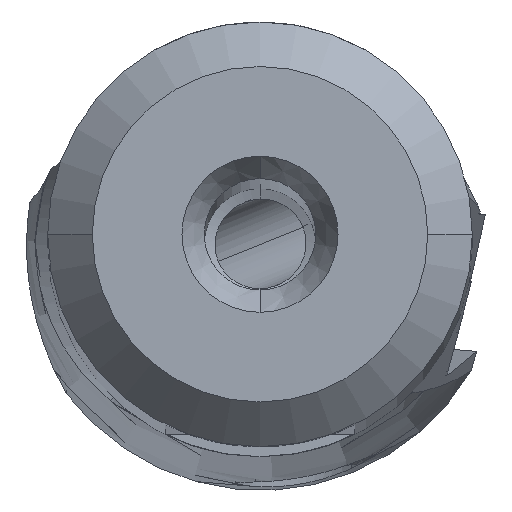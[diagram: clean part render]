
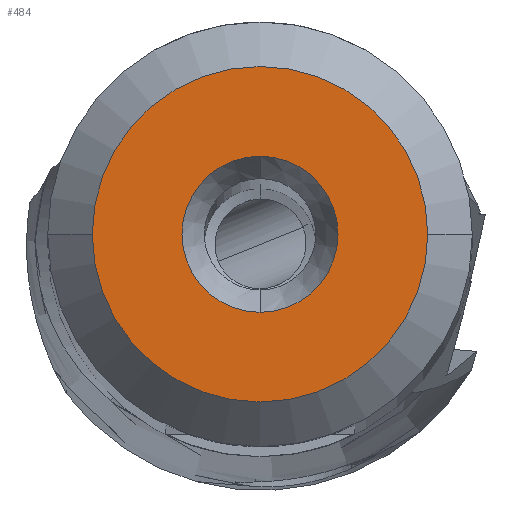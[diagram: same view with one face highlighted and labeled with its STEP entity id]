
A CAD part, top view. The second image highlights one B-rep face of the part: STEP entity #484.
In plain terms, the highlighted planar face has unit normal (0, 0, 1).
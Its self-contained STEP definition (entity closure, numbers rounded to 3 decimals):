
#484=ADVANCED_FACE('',(#609,#610),#582,.T.);
#582=PLANE('',#1837);
#609=FACE_BOUND('',#621,.T.);
#610=FACE_BOUND('',#622,.T.);
#621=EDGE_LOOP('',(#725,#726,#727));
#622=EDGE_LOOP('',(#728,#729));
#725=ORIENTED_EDGE('',*,*,#1419,.F.);
#726=ORIENTED_EDGE('',*,*,#1420,.F.);
#727=ORIENTED_EDGE('',*,*,#1421,.F.);
#728=ORIENTED_EDGE('',*,*,#1422,.F.);
#729=ORIENTED_EDGE('',*,*,#1423,.F.);
#1249=VERTEX_POINT('',#2558);
#1250=VERTEX_POINT('',#2559);
#1251=VERTEX_POINT('',#2561);
#1252=VERTEX_POINT('',#2564);
#1253=VERTEX_POINT('',#2565);
#1419=EDGE_CURVE('',#1249,#1250,#1681,.T.);
#1420=EDGE_CURVE('',#1251,#1249,#1682,.T.);
#1421=EDGE_CURVE('',#1250,#1251,#1683,.T.);
#1422=EDGE_CURVE('',#1252,#1253,#1684,.T.);
#1423=EDGE_CURVE('',#1253,#1252,#1685,.T.);
#1681=CIRCLE('',#1832,3.763);
#1682=CIRCLE('',#1833,3.763);
#1683=CIRCLE('',#1834,3.763);
#1684=CIRCLE('',#1835,1.75);
#1685=CIRCLE('',#1836,1.75);
#1832=AXIS2_PLACEMENT_3D('',#2557,#2052,#2053);
#1833=AXIS2_PLACEMENT_3D('',#2560,#2054,#2055);
#1834=AXIS2_PLACEMENT_3D('',#2562,#2056,#2057);
#1835=AXIS2_PLACEMENT_3D('',#2563,#2058,#2059);
#1836=AXIS2_PLACEMENT_3D('',#2566,#2060,#2061);
#1837=AXIS2_PLACEMENT_3D('',#2567,#2062,#2063);
#2052=DIRECTION('',(0.,0.,-1.));
#2053=DIRECTION('',(-1.,0.,0.));
#2054=DIRECTION('',(0.,0.,-1.));
#2055=DIRECTION('',(0.,-1.,0.));
#2056=DIRECTION('',(0.,0.,-1.));
#2057=DIRECTION('',(1.,0.,0.));
#2058=DIRECTION('',(0.,0.,1.));
#2059=DIRECTION('',(0.,1.,0.));
#2060=DIRECTION('',(0.,0.,1.));
#2061=DIRECTION('',(0.,-1.,0.));
#2062=DIRECTION('',(0.,0.,1.));
#2063=DIRECTION('',(-1.,0.,0.));
#2557=CARTESIAN_POINT('',(0.,0.,0.));
#2558=CARTESIAN_POINT('',(-3.763,0.,0.));
#2559=CARTESIAN_POINT('',(3.763,0.,0.));
#2560=CARTESIAN_POINT('',(0.,0.,0.));
#2561=CARTESIAN_POINT('',(0.,-3.763,0.));
#2562=CARTESIAN_POINT('',(0.,0.,0.));
#2563=CARTESIAN_POINT('',(0.,0.,0.));
#2564=CARTESIAN_POINT('',(0.,1.75,0.));
#2565=CARTESIAN_POINT('',(0.,-1.75,0.));
#2566=CARTESIAN_POINT('',(0.,0.,0.));
#2567=CARTESIAN_POINT('',(0.,0.,0.));
